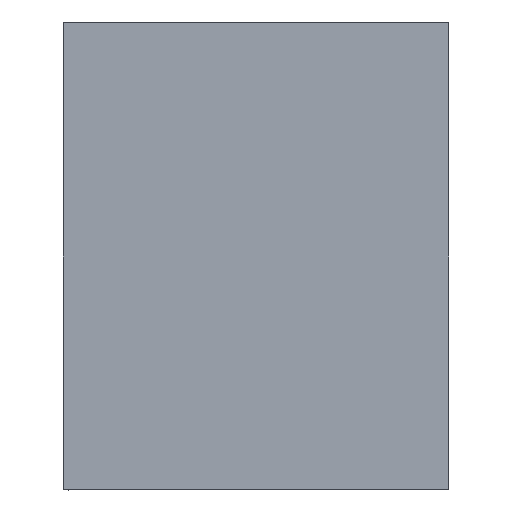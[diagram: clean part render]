
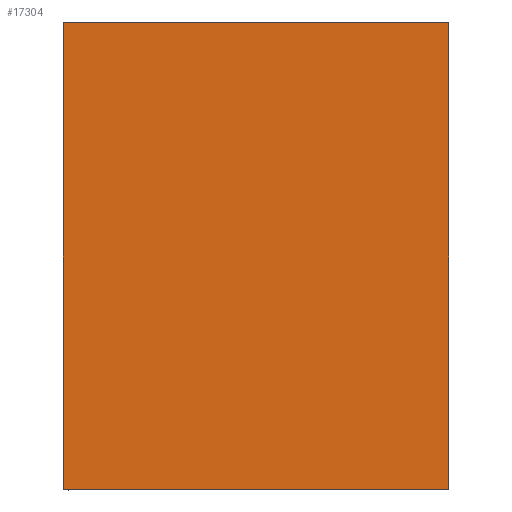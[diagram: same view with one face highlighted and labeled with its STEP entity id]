
A CAD part, left-side view. The second image highlights one B-rep face of the part: STEP entity #17304.
In plain terms, the highlighted face is planar.
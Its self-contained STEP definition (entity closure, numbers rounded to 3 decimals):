
#1063 = FACE_OUTER_BOUND ( 'NONE', #27194, .T. ) ;
#1385 = DIRECTION ( 'NONE',  ( 0., 0., -1. ) ) ;
#2053 = VERTEX_POINT ( 'NONE', #23258 ) ;
#2096 = DIRECTION ( 'NONE',  ( 0., 0., 1. ) ) ;
#2739 = CARTESIAN_POINT ( 'NONE',  ( 155., 69.7, 85. ) ) ;
#3318 = DIRECTION ( 'NONE',  ( 0., 0.707, 0.707 ) ) ;
#3761 = DIRECTION ( 'NONE',  ( 0., 1., 0. ) ) ;
#4110 = DIRECTION ( 'NONE',  ( 1., 0., 0. ) ) ;
#4183 = LINE ( 'NONE', #33474, #38401 ) ;
#4215 = CARTESIAN_POINT ( 'NONE',  ( 155., -70., 85. ) ) ;
#4642 = VERTEX_POINT ( 'NONE', #2739 ) ;
#5786 = CARTESIAN_POINT ( 'NONE',  ( 155., -69.7, -85. ) ) ;
#5924 = LINE ( 'NONE', #19155, #25744 ) ;
#6535 = DIRECTION ( 'NONE',  ( 0., -1., 0. ) ) ;
#7017 = LINE ( 'NONE', #33040, #37881 ) ;
#7508 = EDGE_CURVE ( 'NONE', #2053, #22920, #15783, .T. ) ;
#8147 = VECTOR ( 'NONE', #32603, 1000. ) ;
#8287 = ORIENTED_EDGE ( 'NONE', *, *, #27633, .T. ) ;
#9485 = VECTOR ( 'NONE', #6535, 1000. ) ;
#10723 = CARTESIAN_POINT ( 'NONE',  ( 155., -70., 84.7 ) ) ;
#11437 = VERTEX_POINT ( 'NONE', #15291 ) ;
#11611 = EDGE_CURVE ( 'NONE', #34788, #11437, #4183, .T. ) ;
#11654 = VECTOR ( 'NONE', #1385, 1000. ) ;
#12231 = EDGE_CURVE ( 'NONE', #22254, #34788, #36409, .T. ) ;
#13683 = PLANE ( 'NONE',  #33704 ) ;
#15291 = CARTESIAN_POINT ( 'NONE',  ( 155., 69.7, -85. ) ) ;
#15783 = LINE ( 'NONE', #31823, #23060 ) ;
#15903 = ORIENTED_EDGE ( 'NONE', *, *, #11611, .T. ) ;
#16119 = LINE ( 'NONE', #19381, #8147 ) ;
#16512 = LINE ( 'NONE', #42312, #9485 ) ;
#17304 = ADVANCED_FACE ( 'NONE', ( #1063 ), #13683, .T. ) ;
#17744 = EDGE_CURVE ( 'NONE', #11437, #2053, #7017, .T. ) ;
#17988 = EDGE_CURVE ( 'NONE', #4642, #31811, #16512, .T. ) ;
#19155 = CARTESIAN_POINT ( 'NONE',  ( 155., -77.35, 77.35 ) ) ;
#19381 = CARTESIAN_POINT ( 'NONE',  ( 155., 77.35, 77.35 ) ) ;
#20435 = VECTOR ( 'NONE', #27301, 1000. ) ;
#20587 = CARTESIAN_POINT ( 'NONE',  ( 155., -77.35, -77.35 ) ) ;
#20610 = DIRECTION ( 'NONE',  ( 0., 0., -1. ) ) ;
#22254 = VERTEX_POINT ( 'NONE', #37042 ) ;
#22920 = VERTEX_POINT ( 'NONE', #26452 ) ;
#23060 = VECTOR ( 'NONE', #2096, 1000. ) ;
#23258 = CARTESIAN_POINT ( 'NONE',  ( 155., 70., -84.7 ) ) ;
#24275 = CARTESIAN_POINT ( 'NONE',  ( 155., 0., 0. ) ) ;
#25021 = EDGE_CURVE ( 'NONE', #22920, #4642, #16119, .T. ) ;
#25054 = ORIENTED_EDGE ( 'NONE', *, *, #25021, .T. ) ;
#25433 = DIRECTION ( 'NONE',  ( 0., -0.707, -0.707 ) ) ;
#25744 = VECTOR ( 'NONE', #25433, 1000. ) ;
#26187 = EDGE_CURVE ( 'NONE', #30876, #22254, #31109, .T. ) ;
#26452 = CARTESIAN_POINT ( 'NONE',  ( 155., 70., 84.7 ) ) ;
#26892 = ORIENTED_EDGE ( 'NONE', *, *, #17988, .T. ) ;
#27194 = EDGE_LOOP ( 'NONE', ( #15903, #35788, #40827, #25054, #26892, #8287, #38696, #36284 ) ) ;
#27301 = DIRECTION ( 'NONE',  ( 0., 0.707, -0.707 ) ) ;
#27633 = EDGE_CURVE ( 'NONE', #31811, #30876, #5924, .T. ) ;
#30876 = VERTEX_POINT ( 'NONE', #10723 ) ;
#31109 = LINE ( 'NONE', #4215, #11654 ) ;
#31811 = VERTEX_POINT ( 'NONE', #34974 ) ;
#31823 = CARTESIAN_POINT ( 'NONE',  ( 155., 70., -85. ) ) ;
#32603 = DIRECTION ( 'NONE',  ( 0., -0.707, 0.707 ) ) ;
#33040 = CARTESIAN_POINT ( 'NONE',  ( 155., 77.35, -77.35 ) ) ;
#33474 = CARTESIAN_POINT ( 'NONE',  ( 155., -70., -85. ) ) ;
#33704 = AXIS2_PLACEMENT_3D ( 'NONE', #24275, #4110, #20610 ) ;
#34788 = VERTEX_POINT ( 'NONE', #5786 ) ;
#34974 = CARTESIAN_POINT ( 'NONE',  ( 155., -69.7, 85. ) ) ;
#35788 = ORIENTED_EDGE ( 'NONE', *, *, #17744, .T. ) ;
#36284 = ORIENTED_EDGE ( 'NONE', *, *, #12231, .T. ) ;
#36409 = LINE ( 'NONE', #20587, #20435 ) ;
#37042 = CARTESIAN_POINT ( 'NONE',  ( 155., -70., -84.7 ) ) ;
#37881 = VECTOR ( 'NONE', #3318, 1000. ) ;
#38401 = VECTOR ( 'NONE', #3761, 1000. ) ;
#38696 = ORIENTED_EDGE ( 'NONE', *, *, #26187, .T. ) ;
#40827 = ORIENTED_EDGE ( 'NONE', *, *, #7508, .T. ) ;
#42312 = CARTESIAN_POINT ( 'NONE',  ( 155., 70., 85. ) ) ;
